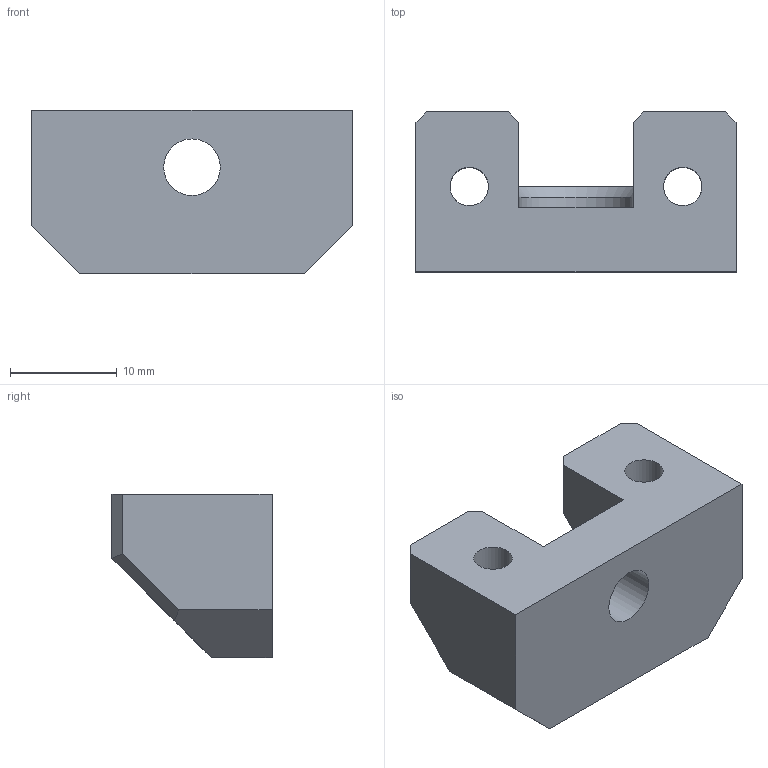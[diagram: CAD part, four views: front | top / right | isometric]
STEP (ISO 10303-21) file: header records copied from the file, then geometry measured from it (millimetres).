
FILE_DESCRIPTION(/* description */ (''),/* implementation_level */ '2;1');
FILE_NAME(/* name */ 'psu_mount_lower.step',/* time_stamp */ '2017-10-01T11:33:59+02:00',/* author */ ('gregsaun'),/* organization */ (''),/* preprocessor_version */ 'ST-DEVELOPER v16.13',/* originating_system */ 'Autodesk Translation Framework v6.5.0.72',/* authorisation */ '');
FILE_SCHEMA (('AUTOMOTIVE_DESIGN { 1 0 10303 214 3 1 1 }'));
Length unit declared in the file: millimetre
Products named in the file (1): psu_mount_lower v5
Bounding box: 30 x 15 x 15.35 mm (x, y, z)
Volume: 3862.5 mm3; surface area: 2503.1 mm2
Topology: 1 solids, 1 shells, 39 faces, 109 edges, 72 vertices
Faces by surface type: plane 32, cylinder 6, cone 1
Full cylindrical faces by diameter (mm): 3.6 x4, 5.3 x1
Entity records: 1300 total; most frequent: CARTESIAN_POINT 225, ORIENTED_EDGE 218, DIRECTION 202, EDGE_CURVE 109, LINE 92, VECTOR 92, VERTEX_POINT 72, AXIS2_PLACEMENT_3D 55
